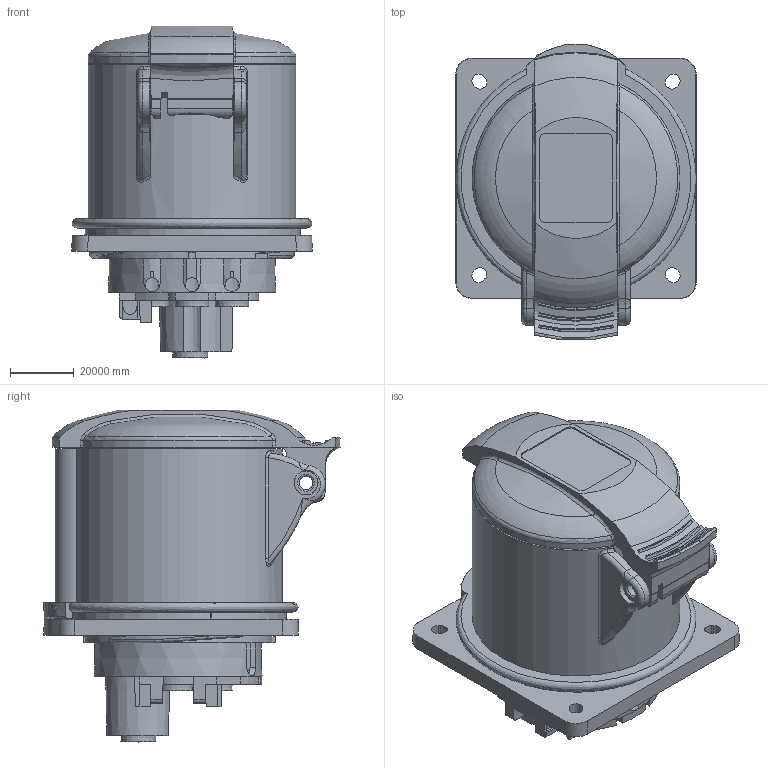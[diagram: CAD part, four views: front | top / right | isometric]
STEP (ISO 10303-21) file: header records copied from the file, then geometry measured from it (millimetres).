
FILE_DESCRIPTION((''),'2;1');
FILE_NAME('332RU6.stp','2008-09-08T08:47:19',('segueri'),(''),'Autodesk Inventor 2009','Autodesk Inventor 2009','');
FILE_SCHEMA(('AUTOMOTIVE_DESIGN { 1 0 10303 214 1 1 1 1 }'));
Length unit declared in the file: metre
Products named in the file (8): 3-06706B; 3-06706B SUB1; 3-06562b; 3-06634b; 3-06634b SUB1; 4-05276b; 3-06547b; 3-06558b
Assembly tree (5 placements, depth 3):
  3-06706B
    3-06562b
    3-06634b
      4-05276b
      3-06547b
      3-06558b
  3-06706B SUB1
  3-06634b SUB1
Bounding box: 75174.55 x 92652.67 x 103870.64 mm (x, y, z)
Volume: 123813285232115.8 mm3; surface area: 111354603506.8 mm2
Topology: 4 solids, 4 shells, 1569 faces, 4224 edges, 2774 vertices
Faces by surface type: plane 1024, cone 295, cylinder 109, bspline 104, torus 27, sphere 10
Full cylindrical faces by diameter (mm): 58700 x1, 63900 x1
Entity records: 77114 total; most frequent: CARTESIAN_POINT 38723, ORIENTED_EDGE 8232, DIRECTION 7440, EDGE_CURVE 4116, VERTEX_POINT 2741, VECTOR 2526, LINE 2526, AXIS2_PLACEMENT_3D 2457
